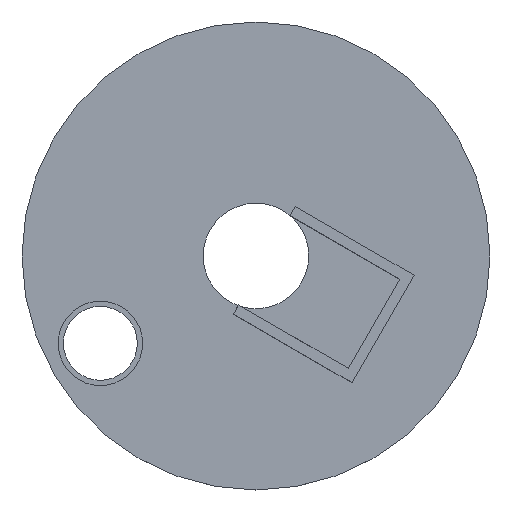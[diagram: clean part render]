
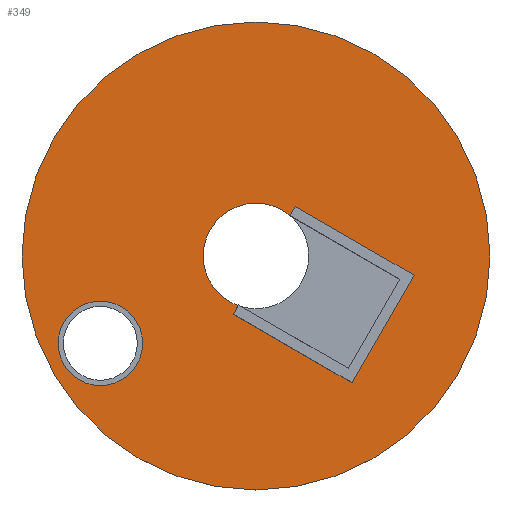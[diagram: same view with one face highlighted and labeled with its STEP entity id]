
A CAD part, top view. The second image highlights one B-rep face of the part: STEP entity #349.
In plain terms, the highlighted planar face has unit normal (0, 0, 1).
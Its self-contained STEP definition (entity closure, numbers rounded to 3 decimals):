
#5 = ORIENTED_EDGE ( 'NONE', *, *, #136, .F. ) ;
#13 = AXIS2_PLACEMENT_3D ( 'NONE', #719, #387, #34 ) ;
#22 = DIRECTION ( 'NONE',  ( -0.5, -0.866, 0. ) ) ;
#27 = DIRECTION ( 'NONE',  ( 0., 0., 1. ) ) ;
#34 = DIRECTION ( 'NONE',  ( 1., 0., 0. ) ) ;
#35 = LINE ( 'NONE', #90, #616 ) ;
#38 = DIRECTION ( 'NONE',  ( 0., 0., 1. ) ) ;
#39 = FACE_OUTER_BOUND ( 'NONE', #108, .T. ) ;
#44 = AXIS2_PLACEMENT_3D ( 'NONE', #325, #721, #389 ) ;
#51 = EDGE_CURVE ( 'NONE', #404, #147, #173, .T. ) ;
#59 = DIRECTION ( 'NONE',  ( 0., 0., 1. ) ) ;
#63 = ORIENTED_EDGE ( 'NONE', *, *, #604, .F. ) ;
#66 = DIRECTION ( 'NONE',  ( 0., 0., 1. ) ) ;
#70 = CARTESIAN_POINT ( 'NONE',  ( 11.167, 13.954, 2.5 ) ) ;
#78 = VERTEX_POINT ( 'NONE', #70 ) ;
#82 = CIRCLE ( 'NONE', #101, 66.5 ) ;
#86 = CARTESIAN_POINT ( 'NONE',  ( -56.227, -24.829, 2.5 ) ) ;
#90 = CARTESIAN_POINT ( 'NONE',  ( 8.834, 15.301, 2.5 ) ) ;
#101 = AXIS2_PLACEMENT_3D ( 'NONE', #704, #27, #183 ) ;
#104 = VERTEX_POINT ( 'NONE', #626 ) ;
#107 = CARTESIAN_POINT ( 'NONE',  ( 0., 0., 2.5 ) ) ;
#108 = EDGE_LOOP ( 'NONE', ( #476, #294 ) ) ;
#122 = DIRECTION ( 'NONE',  ( 0., 0., 1. ) ) ;
#136 = EDGE_CURVE ( 'NONE', #519, #681, #624, .T. ) ;
#147 = VERTEX_POINT ( 'NONE', #201 ) ;
#164 = AXIS2_PLACEMENT_3D ( 'NONE', #107, #38, #444 ) ;
#173 = LINE ( 'NONE', #673, #235 ) ;
#175 = FACE_BOUND ( 'NONE', #221, .T. ) ;
#180 = DIRECTION ( 'NONE',  ( -0.5, -0.866, 0. ) ) ;
#182 = CIRCLE ( 'NONE', #323, 15. ) ;
#183 = DIRECTION ( 'NONE',  ( 1., 0., 0. ) ) ;
#199 = CARTESIAN_POINT ( 'NONE',  ( 44.941, -5.545, 2.5 ) ) ;
#201 = CARTESIAN_POINT ( 'NONE',  ( 27.308, -36.087, 2.5 ) ) ;
#207 = VERTEX_POINT ( 'NONE', #371 ) ;
#221 = EDGE_LOOP ( 'NONE', ( #63, #360, #254, #473, #5, #548, #266 ) ) ;
#235 = VECTOR ( 'NONE', #180, 1000. ) ;
#254 = ORIENTED_EDGE ( 'NONE', *, *, #51, .T. ) ;
#259 = DIRECTION ( 'NONE',  ( 0.866, -0.5, 0. ) ) ;
#260 = EDGE_LOOP ( 'NONE', ( #394, #723 ) ) ;
#266 = ORIENTED_EDGE ( 'NONE', *, *, #698, .F. ) ;
#267 = LINE ( 'NONE', #632, #555 ) ;
#272 = EDGE_CURVE ( 'NONE', #554, #104, #82, .T. ) ;
#294 = ORIENTED_EDGE ( 'NONE', *, *, #272, .T. ) ;
#298 = CARTESIAN_POINT ( 'NONE',  ( 0., 0., 2.5 ) ) ;
#306 = EDGE_CURVE ( 'NONE', #605, #519, #363, .T. ) ;
#315 = CARTESIAN_POINT ( 'NONE',  ( -6.466, -16.588, 2.5 ) ) ;
#322 = EDGE_CURVE ( 'NONE', #104, #554, #340, .T. ) ;
#323 = AXIS2_PLACEMENT_3D ( 'NONE', #409, #59, #459 ) ;
#325 = CARTESIAN_POINT ( 'NONE',  ( -44.227, -24.829, 2.5 ) ) ;
#328 = AXIS2_PLACEMENT_3D ( 'NONE', #457, #122, #511 ) ;
#335 = CARTESIAN_POINT ( 'NONE',  ( -5.045, -14.126, 2.5 ) ) ;
#340 = CIRCLE ( 'NONE', #13, 66.5 ) ;
#342 = EDGE_CURVE ( 'NONE', #207, #671, #618, .T. ) ;
#349 = ADVANCED_FACE ( 'NONE', ( #175, #39, #494 ), #656, .T. ) ;
#360 = ORIENTED_EDGE ( 'NONE', *, *, #672, .T. ) ;
#363 = CIRCLE ( 'NONE', #665, 15. ) ;
#371 = CARTESIAN_POINT ( 'NONE',  ( -32.227, -24.829, 2.5 ) ) ;
#387 = DIRECTION ( 'NONE',  ( 0., 0., 1. ) ) ;
#389 = DIRECTION ( 'NONE',  ( 1., 0., 0. ) ) ;
#394 = ORIENTED_EDGE ( 'NONE', *, *, #496, .F. ) ;
#404 = VERTEX_POINT ( 'NONE', #199 ) ;
#405 = DIRECTION ( 'NONE',  ( 1., 0., 0. ) ) ;
#409 = CARTESIAN_POINT ( 'NONE',  ( 0., 0., 2.5 ) ) ;
#425 = CARTESIAN_POINT ( 'NONE',  ( 2.333, -1.347, 2.5 ) ) ;
#444 = DIRECTION ( 'NONE',  ( 1., 0., 0. ) ) ;
#457 = CARTESIAN_POINT ( 'NONE',  ( -44.227, -24.829, 2.5 ) ) ;
#459 = DIRECTION ( 'NONE',  ( 1., 0., 0. ) ) ;
#468 = CARTESIAN_POINT ( 'NONE',  ( 66.5, 0., 2.5 ) ) ;
#473 = ORIENTED_EDGE ( 'NONE', *, *, #707, .T. ) ;
#476 = ORIENTED_EDGE ( 'NONE', *, *, #322, .T. ) ;
#494 = FACE_BOUND ( 'NONE', #260, .T. ) ;
#496 = EDGE_CURVE ( 'NONE', #671, #207, #668, .T. ) ;
#498 = VECTOR ( 'NONE', #22, 1000. ) ;
#511 = DIRECTION ( 'NONE',  ( 1., 0., 0. ) ) ;
#519 = VERTEX_POINT ( 'NONE', #335 ) ;
#548 = ORIENTED_EDGE ( 'NONE', *, *, #306, .F. ) ;
#554 = VERTEX_POINT ( 'NONE', #468 ) ;
#555 = VECTOR ( 'NONE', #589, 1000. ) ;
#561 = VERTEX_POINT ( 'NONE', #688 ) ;
#574 = VECTOR ( 'NONE', #678, 1000. ) ;
#575 = CARTESIAN_POINT ( 'NONE',  ( -8.799, -15.241, 2.5 ) ) ;
#589 = DIRECTION ( 'NONE',  ( -0.5, -0.866, 0. ) ) ;
#604 = EDGE_CURVE ( 'NONE', #78, #561, #267, .T. ) ;
#605 = VERTEX_POINT ( 'NONE', #691 ) ;
#616 = VECTOR ( 'NONE', #259, 1000. ) ;
#618 = CIRCLE ( 'NONE', #44, 12. ) ;
#624 = LINE ( 'NONE', #425, #498 ) ;
#626 = CARTESIAN_POINT ( 'NONE',  ( -66.5, 0., 2.5 ) ) ;
#632 = CARTESIAN_POINT ( 'NONE',  ( 2.333, -1.347, 2.5 ) ) ;
#656 = PLANE ( 'NONE',  #164 ) ;
#665 = AXIS2_PLACEMENT_3D ( 'NONE', #298, #66, #405 ) ;
#668 = CIRCLE ( 'NONE', #328, 12. ) ;
#671 = VERTEX_POINT ( 'NONE', #86 ) ;
#672 = EDGE_CURVE ( 'NONE', #78, #404, #35, .T. ) ;
#673 = CARTESIAN_POINT ( 'NONE',  ( 36.107, -20.846, 2.5 ) ) ;
#678 = DIRECTION ( 'NONE',  ( -0.866, 0.5, 0. ) ) ;
#681 = VERTEX_POINT ( 'NONE', #315 ) ;
#688 = CARTESIAN_POINT ( 'NONE',  ( 9.711, 11.432, 2.5 ) ) ;
#691 = CARTESIAN_POINT ( 'NONE',  ( -15., 0., 2.5 ) ) ;
#698 = EDGE_CURVE ( 'NONE', #561, #605, #182, .T. ) ;
#704 = CARTESIAN_POINT ( 'NONE',  ( 0., 0., 2.5 ) ) ;
#707 = EDGE_CURVE ( 'NONE', #147, #681, #720, .T. ) ;
#719 = CARTESIAN_POINT ( 'NONE',  ( 0., 0., 2.5 ) ) ;
#720 = LINE ( 'NONE', #575, #574 ) ;
#721 = DIRECTION ( 'NONE',  ( 0., 0., 1. ) ) ;
#723 = ORIENTED_EDGE ( 'NONE', *, *, #342, .F. ) ;
